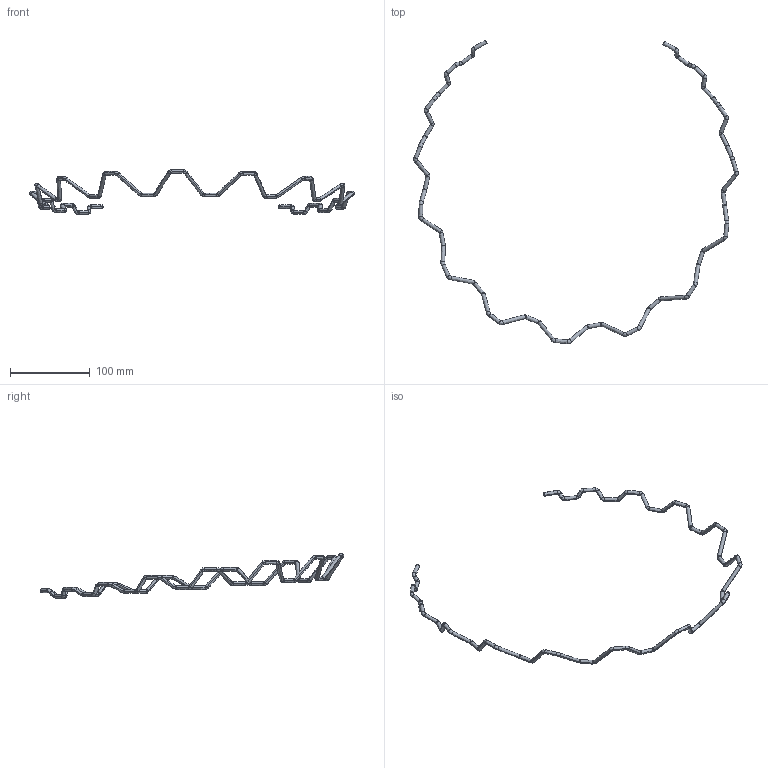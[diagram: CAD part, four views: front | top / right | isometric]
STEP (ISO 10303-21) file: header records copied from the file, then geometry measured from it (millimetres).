
FILE_DESCRIPTION(/* description */ (''),/* implementation_level */ '2;1');
FILE_NAME(/* name */ '_wire_part_1_6-7-15',/* time_stamp */ '2015-06-07T11:32:58-04:00',/* author */ (''),/* organization */ (''),/* preprocessor_version */ 'ST-DEVELOPER v15',/* originating_system */ '',/* authorisation */ '');
FILE_SCHEMA (('AUTOMOTIVE_DESIGN'));
Length unit declared in the file: inch
Products named in the file (1): Document
Bounding box: 407.32 x 380.78 x 55.98 mm (x, y, z)
Volume: 23485.7 mm3; surface area: 19768.2 mm2
Topology: 1 solids, 1 shells, 228 faces, 455 edges, 229 vertices
Faces by surface type: bspline 226, plane 2
Entity records: 9803 total; most frequent: CARTESIAN_POINT 7492, ORIENTED_EDGE 910, EDGE_CURVE 455, VERTEX_POINT 229, ADVANCED_FACE 228, FACE_OUTER_BOUND 228, EDGE_LOOP 228, DIRECTION 6
